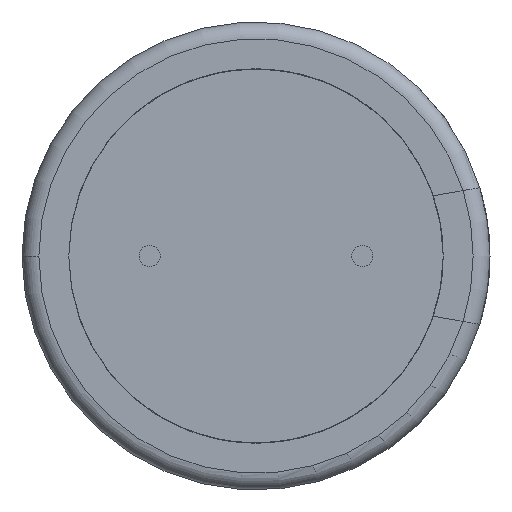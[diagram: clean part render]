
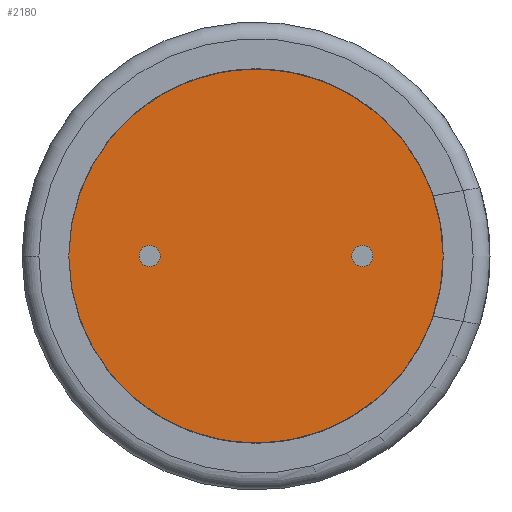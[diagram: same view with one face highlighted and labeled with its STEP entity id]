
A CAD part, front view. The second image highlights one B-rep face of the part: STEP entity #2180.
In plain terms, the highlighted planar face has unit normal (0, -1, 0).
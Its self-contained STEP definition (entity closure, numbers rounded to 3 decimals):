
#7 = DIRECTION ( 'NONE',  ( -1., 0., 0. ) ) ;
#48 = AXIS2_PLACEMENT_3D ( 'NONE', #1576, #1988, #363 ) ;
#66 = FACE_BOUND ( 'NONE', #435, .T. ) ;
#71 = DIRECTION ( 'NONE',  ( -1., 0., 0. ) ) ;
#89 = AXIS2_PLACEMENT_3D ( 'NONE', #2814, #241, #695 ) ;
#138 = ORIENTED_EDGE ( 'NONE', *, *, #400, .F. ) ;
#149 = CARTESIAN_POINT ( 'NONE',  ( -5., 0., -0.5 ) ) ;
#155 = DIRECTION ( 'NONE',  ( 0., 1., 0. ) ) ;
#167 = EDGE_CURVE ( 'NONE', #2694, #2210, #1460, .T. ) ;
#205 = EDGE_CURVE ( 'NONE', #1429, #320, #2284, .T. ) ;
#241 = DIRECTION ( 'NONE',  ( 0., 1., 0. ) ) ;
#269 = CARTESIAN_POINT ( 'NONE',  ( -5., 0., 0. ) ) ;
#320 = VERTEX_POINT ( 'NONE', #3025 ) ;
#362 = EDGE_LOOP ( 'NONE', ( #2176, #1559 ) ) ;
#363 = DIRECTION ( 'NONE',  ( -1., 0., 0. ) ) ;
#400 = EDGE_CURVE ( 'NONE', #902, #2041, #1262, .T. ) ;
#402 = ORIENTED_EDGE ( 'NONE', *, *, #2500, .F. ) ;
#435 = EDGE_LOOP ( 'NONE', ( #402, #2684 ) ) ;
#506 = AXIS2_PLACEMENT_3D ( 'NONE', #507, #783, #1270 ) ;
#507 = CARTESIAN_POINT ( 'NONE',  ( 0., 0., 0. ) ) ;
#515 = EDGE_CURVE ( 'NONE', #2210, #2694, #2598, .T. ) ;
#556 = CARTESIAN_POINT ( 'NONE',  ( -5., 0., 0.5 ) ) ;
#695 = DIRECTION ( 'NONE',  ( -1., 0., 0. ) ) ;
#720 = FACE_BOUND ( 'NONE', #362, .T. ) ;
#783 = DIRECTION ( 'NONE',  ( 0., 1., 0. ) ) ;
#877 = CARTESIAN_POINT ( 'NONE',  ( 0., 0., 0. ) ) ;
#902 = VERTEX_POINT ( 'NONE', #2116 ) ;
#939 = CARTESIAN_POINT ( 'NONE',  ( 5., 0., 0. ) ) ;
#1076 = CARTESIAN_POINT ( 'NONE',  ( 5., 0., 0. ) ) ;
#1210 = EDGE_LOOP ( 'NONE', ( #1794, #138 ) ) ;
#1262 = CIRCLE ( 'NONE', #89, 8.8 ) ;
#1270 = DIRECTION ( 'NONE',  ( -1., 0., 0. ) ) ;
#1278 = FACE_OUTER_BOUND ( 'NONE', #1210, .T. ) ;
#1424 = CARTESIAN_POINT ( 'NONE',  ( 5., 0., -0.5 ) ) ;
#1429 = VERTEX_POINT ( 'NONE', #1424 ) ;
#1460 = CIRCLE ( 'NONE', #48, 0.5 ) ;
#1559 = ORIENTED_EDGE ( 'NONE', *, *, #167, .F. ) ;
#1576 = CARTESIAN_POINT ( 'NONE',  ( -5., 0., 0. ) ) ;
#1628 = CARTESIAN_POINT ( 'NONE',  ( -8.8, 0., 0. ) ) ;
#1698 = EDGE_CURVE ( 'NONE', #2041, #902, #1726, .T. ) ;
#1726 = CIRCLE ( 'NONE', #2243, 8.8 ) ;
#1794 = ORIENTED_EDGE ( 'NONE', *, *, #1698, .F. ) ;
#1828 = CIRCLE ( 'NONE', #2414, 0.5 ) ;
#1988 = DIRECTION ( 'NONE',  ( 0., -1., 0. ) ) ;
#2041 = VERTEX_POINT ( 'NONE', #1628 ) ;
#2116 = CARTESIAN_POINT ( 'NONE',  ( 8.8, 0., 0. ) ) ;
#2176 = ORIENTED_EDGE ( 'NONE', *, *, #515, .F. ) ;
#2180 = ADVANCED_FACE ( 'NONE', ( #720, #66, #1278 ), #2349, .F. ) ;
#2210 = VERTEX_POINT ( 'NONE', #556 ) ;
#2243 = AXIS2_PLACEMENT_3D ( 'NONE', #877, #155, #2509 ) ;
#2284 = CIRCLE ( 'NONE', #2584, 0.5 ) ;
#2349 = PLANE ( 'NONE',  #506 ) ;
#2356 = DIRECTION ( 'NONE',  ( 0., -1., 0. ) ) ;
#2414 = AXIS2_PLACEMENT_3D ( 'NONE', #939, #2545, #7 ) ;
#2500 = EDGE_CURVE ( 'NONE', #320, #1429, #1828, .T. ) ;
#2509 = DIRECTION ( 'NONE',  ( -1., 0., 0. ) ) ;
#2545 = DIRECTION ( 'NONE',  ( 0., -1., 0. ) ) ;
#2584 = AXIS2_PLACEMENT_3D ( 'NONE', #1076, #2703, #2937 ) ;
#2598 = CIRCLE ( 'NONE', #2782, 0.5 ) ;
#2684 = ORIENTED_EDGE ( 'NONE', *, *, #205, .F. ) ;
#2694 = VERTEX_POINT ( 'NONE', #149 ) ;
#2703 = DIRECTION ( 'NONE',  ( 0., -1., 0. ) ) ;
#2782 = AXIS2_PLACEMENT_3D ( 'NONE', #269, #2356, #71 ) ;
#2814 = CARTESIAN_POINT ( 'NONE',  ( 0., 0., 0. ) ) ;
#2937 = DIRECTION ( 'NONE',  ( -1., 0., 0. ) ) ;
#3025 = CARTESIAN_POINT ( 'NONE',  ( 5., 0., 0.5 ) ) ;
